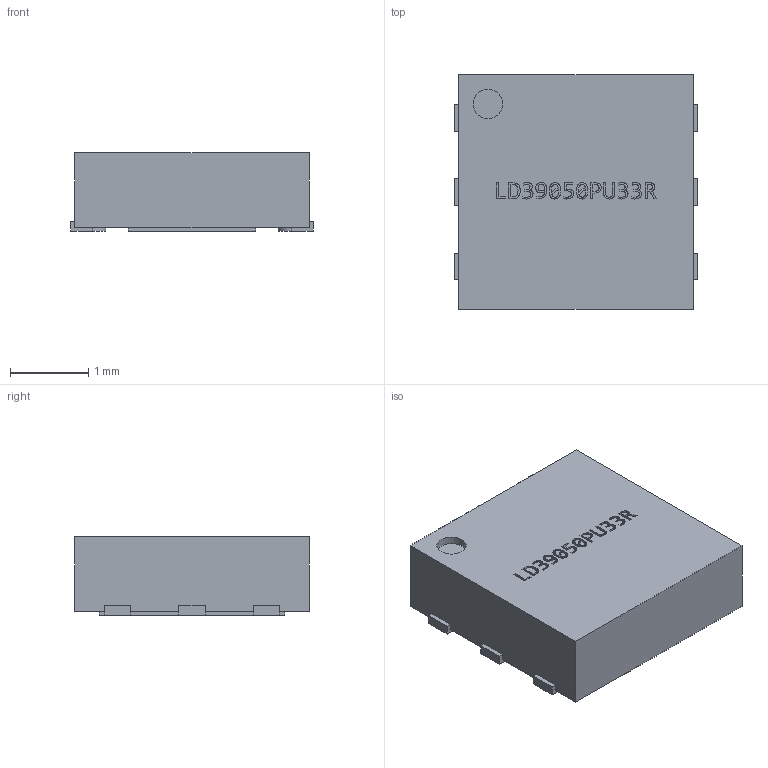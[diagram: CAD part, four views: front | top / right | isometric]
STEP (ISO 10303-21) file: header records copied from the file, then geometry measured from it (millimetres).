
FILE_DESCRIPTION(('FreeCAD Model'),'2;1');
FILE_NAME('370541.2.1.stp','2017-09-07T08:05:02',( 'Author'),(''),'Open CASCADE STEP processor 6.8','FreeCAD','Unknown' );
FILE_SCHEMA(('AUTOMOTIVE_DESIGN_CC2 { 1 2 10303 214 -1 1 5 4 }'));
Length unit declared in the file: millimetre
Products named in the file (4): ASSEMBLY; Body; ThermalPin; PinsArrayLR
Assembly tree (3 placements, depth 2):
  ASSEMBLY
    Body
    ThermalPin
    PinsArrayLR
Bounding box: 3.1 x 3 x 1 mm (x, y, z)
Volume: 9.1 mm3; surface area: 42.1 mm2
Topology: 8 solids, 8 shells, 441 faces, 1212 edges, 808 vertices
Faces by surface type: extrusion 303, plane 131, cylinder 7
Full cylindrical faces by diameter (mm): 0.375 x1
Entity records: 30227 total; most frequent: CARTESIAN_POINT 7955, DIRECTION 3019, VECTOR 2699, ORIENTED_EDGE 2424, PCURVE 2424, DEFINITIONAL_REPRESENTATION 2424, LINE 2396, B_SPLINE_CURVE_WITH_KNOTS 1515
